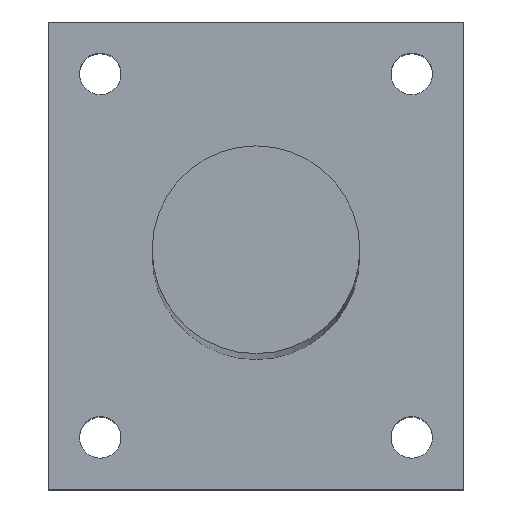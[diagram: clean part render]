
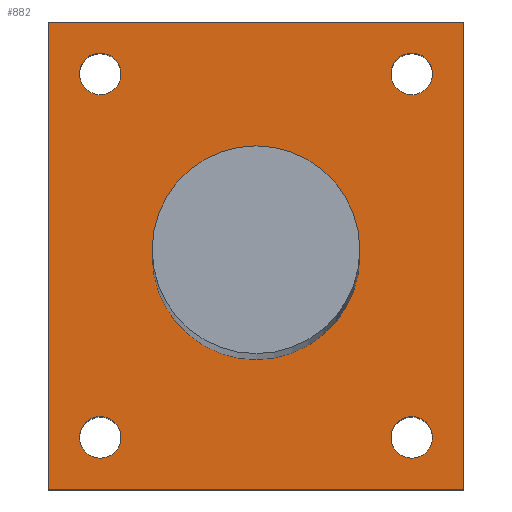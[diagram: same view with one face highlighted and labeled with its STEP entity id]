
A CAD part, top view. The second image highlights one B-rep face of the part: STEP entity #882.
In plain terms, the highlighted planar face has unit normal (0, 0, 1).
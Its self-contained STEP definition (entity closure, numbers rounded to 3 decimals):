
#163 = VERTEX_POINT('',#164);
#164 = CARTESIAN_POINT('',(0.,0.,14.3));
#171 = PLANE('',#172);
#172 = AXIS2_PLACEMENT_3D('',#173,#174,#175);
#173 = CARTESIAN_POINT('',(0.,0.,0.));
#174 = DIRECTION('',(0.,1.,0.));
#175 = DIRECTION('',(1.,0.,0.));
#183 = PLANE('',#184);
#184 = AXIS2_PLACEMENT_3D('',#185,#186,#187);
#185 = CARTESIAN_POINT('',(0.,18.,0.));
#186 = DIRECTION('',(1.,0.,0.));
#187 = DIRECTION('',(0.,-1.,0.));
#195 = EDGE_CURVE('',#163,#196,#198,.T.);
#196 = VERTEX_POINT('',#197);
#197 = CARTESIAN_POINT('',(16.,0.,14.3));
#198 = SURFACE_CURVE('',#199,(#203,#210),.PCURVE_S1.);
#199 = LINE('',#200,#201);
#200 = CARTESIAN_POINT('',(0.,0.,14.3));
#201 = VECTOR('',#202,1.);
#202 = DIRECTION('',(1.,0.,0.));
#203 = PCURVE('',#171,#204);
#204 = DEFINITIONAL_REPRESENTATION('',(#205),#209);
#205 = LINE('',#206,#207);
#206 = CARTESIAN_POINT('',(0.,-14.3));
#207 = VECTOR('',#208,1.);
#208 = DIRECTION('',(1.,0.));
#209 = ( GEOMETRIC_REPRESENTATION_CONTEXT(2) 
PARAMETRIC_REPRESENTATION_CONTEXT() REPRESENTATION_CONTEXT('2D SPACE',''
  ) );
#210 = PCURVE('',#211,#216);
#211 = PLANE('',#212);
#212 = AXIS2_PLACEMENT_3D('',#213,#214,#215);
#213 = CARTESIAN_POINT('',(8.,9.,14.3));
#214 = DIRECTION('',(0.,0.,1.));
#215 = DIRECTION('',(1.,0.,0.));
#216 = DEFINITIONAL_REPRESENTATION('',(#217),#221);
#217 = LINE('',#218,#219);
#218 = CARTESIAN_POINT('',(-8.,-9.));
#219 = VECTOR('',#220,1.);
#220 = DIRECTION('',(1.,0.));
#221 = ( GEOMETRIC_REPRESENTATION_CONTEXT(2) 
PARAMETRIC_REPRESENTATION_CONTEXT() REPRESENTATION_CONTEXT('2D SPACE',''
  ) );
#239 = PLANE('',#240);
#240 = AXIS2_PLACEMENT_3D('',#241,#242,#243);
#241 = CARTESIAN_POINT('',(16.,0.,0.));
#242 = DIRECTION('',(-1.,0.,0.));
#243 = DIRECTION('',(0.,1.,0.));
#281 = EDGE_CURVE('',#196,#282,#284,.T.);
#282 = VERTEX_POINT('',#283);
#283 = CARTESIAN_POINT('',(16.,18.,14.3));
#284 = SURFACE_CURVE('',#285,(#289,#296),.PCURVE_S1.);
#285 = LINE('',#286,#287);
#286 = CARTESIAN_POINT('',(16.,0.,14.3));
#287 = VECTOR('',#288,1.);
#288 = DIRECTION('',(0.,1.,0.));
#289 = PCURVE('',#239,#290);
#290 = DEFINITIONAL_REPRESENTATION('',(#291),#295);
#291 = LINE('',#292,#293);
#292 = CARTESIAN_POINT('',(0.,-14.3));
#293 = VECTOR('',#294,1.);
#294 = DIRECTION('',(1.,0.));
#295 = ( GEOMETRIC_REPRESENTATION_CONTEXT(2) 
PARAMETRIC_REPRESENTATION_CONTEXT() REPRESENTATION_CONTEXT('2D SPACE',''
  ) );
#296 = PCURVE('',#211,#297);
#297 = DEFINITIONAL_REPRESENTATION('',(#298),#302);
#298 = LINE('',#299,#300);
#299 = CARTESIAN_POINT('',(8.,-9.));
#300 = VECTOR('',#301,1.);
#301 = DIRECTION('',(0.,1.));
#302 = ( GEOMETRIC_REPRESENTATION_CONTEXT(2) 
PARAMETRIC_REPRESENTATION_CONTEXT() REPRESENTATION_CONTEXT('2D SPACE',''
  ) );
#320 = PLANE('',#321);
#321 = AXIS2_PLACEMENT_3D('',#322,#323,#324);
#322 = CARTESIAN_POINT('',(16.,18.,0.));
#323 = DIRECTION('',(0.,-1.,0.));
#324 = DIRECTION('',(-1.,0.,0.));
#357 = EDGE_CURVE('',#282,#358,#360,.T.);
#358 = VERTEX_POINT('',#359);
#359 = CARTESIAN_POINT('',(0.,18.,14.3));
#360 = SURFACE_CURVE('',#361,(#365,#372),.PCURVE_S1.);
#361 = LINE('',#362,#363);
#362 = CARTESIAN_POINT('',(16.,18.,14.3));
#363 = VECTOR('',#364,1.);
#364 = DIRECTION('',(-1.,0.,0.));
#365 = PCURVE('',#320,#366);
#366 = DEFINITIONAL_REPRESENTATION('',(#367),#371);
#367 = LINE('',#368,#369);
#368 = CARTESIAN_POINT('',(0.,-14.3));
#369 = VECTOR('',#370,1.);
#370 = DIRECTION('',(1.,0.));
#371 = ( GEOMETRIC_REPRESENTATION_CONTEXT(2) 
PARAMETRIC_REPRESENTATION_CONTEXT() REPRESENTATION_CONTEXT('2D SPACE',''
  ) );
#372 = PCURVE('',#211,#373);
#373 = DEFINITIONAL_REPRESENTATION('',(#374),#378);
#374 = LINE('',#375,#376);
#375 = CARTESIAN_POINT('',(8.,9.));
#376 = VECTOR('',#377,1.);
#377 = DIRECTION('',(-1.,0.));
#378 = ( GEOMETRIC_REPRESENTATION_CONTEXT(2) 
PARAMETRIC_REPRESENTATION_CONTEXT() REPRESENTATION_CONTEXT('2D SPACE',''
  ) );
#428 = EDGE_CURVE('',#358,#163,#429,.T.);
#429 = SURFACE_CURVE('',#430,(#434,#441),.PCURVE_S1.);
#430 = LINE('',#431,#432);
#431 = CARTESIAN_POINT('',(0.,18.,14.3));
#432 = VECTOR('',#433,1.);
#433 = DIRECTION('',(0.,-1.,0.));
#434 = PCURVE('',#183,#435);
#435 = DEFINITIONAL_REPRESENTATION('',(#436),#440);
#436 = LINE('',#437,#438);
#437 = CARTESIAN_POINT('',(0.,-14.3));
#438 = VECTOR('',#439,1.);
#439 = DIRECTION('',(1.,0.));
#440 = ( GEOMETRIC_REPRESENTATION_CONTEXT(2) 
PARAMETRIC_REPRESENTATION_CONTEXT() REPRESENTATION_CONTEXT('2D SPACE',''
  ) );
#441 = PCURVE('',#211,#442);
#442 = DEFINITIONAL_REPRESENTATION('',(#443),#447);
#443 = LINE('',#444,#445);
#444 = CARTESIAN_POINT('',(-8.,9.));
#445 = VECTOR('',#446,1.);
#446 = DIRECTION('',(0.,-1.));
#447 = ( GEOMETRIC_REPRESENTATION_CONTEXT(2) 
PARAMETRIC_REPRESENTATION_CONTEXT() REPRESENTATION_CONTEXT('2D SPACE',''
  ) );
#477 = VERTEX_POINT('',#478);
#478 = CARTESIAN_POINT('',(12.,9.,14.3));
#485 = CYLINDRICAL_SURFACE('',#486,4.);
#486 = AXIS2_PLACEMENT_3D('',#487,#488,#489);
#487 = CARTESIAN_POINT('',(8.,9.,0.));
#488 = DIRECTION('',(-0.,-0.,-1.));
#489 = DIRECTION('',(1.,0.,0.));
#504 = EDGE_CURVE('',#477,#477,#505,.T.);
#505 = SURFACE_CURVE('',#506,(#511,#518),.PCURVE_S1.);
#506 = CIRCLE('',#507,4.);
#507 = AXIS2_PLACEMENT_3D('',#508,#509,#510);
#508 = CARTESIAN_POINT('',(8.,9.,14.3));
#509 = DIRECTION('',(0.,0.,1.));
#510 = DIRECTION('',(1.,0.,0.));
#511 = PCURVE('',#485,#512);
#512 = DEFINITIONAL_REPRESENTATION('',(#513),#517);
#513 = LINE('',#514,#515);
#514 = CARTESIAN_POINT('',(-0.,-14.3));
#515 = VECTOR('',#516,1.);
#516 = DIRECTION('',(-1.,0.));
#517 = ( GEOMETRIC_REPRESENTATION_CONTEXT(2) 
PARAMETRIC_REPRESENTATION_CONTEXT() REPRESENTATION_CONTEXT('2D SPACE',''
  ) );
#518 = PCURVE('',#211,#519);
#519 = DEFINITIONAL_REPRESENTATION('',(#520),#524);
#520 = CIRCLE('',#521,4.);
#521 = AXIS2_PLACEMENT_2D('',#522,#523);
#522 = CARTESIAN_POINT('',(0.,0.));
#523 = DIRECTION('',(1.,0.));
#524 = ( GEOMETRIC_REPRESENTATION_CONTEXT(2) 
PARAMETRIC_REPRESENTATION_CONTEXT() REPRESENTATION_CONTEXT('2D SPACE',''
  ) );
#555 = VERTEX_POINT('',#556);
#556 = CARTESIAN_POINT('',(14.8,16.,14.3));
#563 = CYLINDRICAL_SURFACE('',#564,0.8);
#564 = AXIS2_PLACEMENT_3D('',#565,#566,#567);
#565 = CARTESIAN_POINT('',(14.,16.,0.));
#566 = DIRECTION('',(-0.,-0.,-1.));
#567 = DIRECTION('',(1.,0.,0.));
#582 = EDGE_CURVE('',#555,#555,#583,.T.);
#583 = SURFACE_CURVE('',#584,(#589,#596),.PCURVE_S1.);
#584 = CIRCLE('',#585,0.8);
#585 = AXIS2_PLACEMENT_3D('',#586,#587,#588);
#586 = CARTESIAN_POINT('',(14.,16.,14.3));
#587 = DIRECTION('',(0.,0.,1.));
#588 = DIRECTION('',(1.,0.,0.));
#589 = PCURVE('',#563,#590);
#590 = DEFINITIONAL_REPRESENTATION('',(#591),#595);
#591 = LINE('',#592,#593);
#592 = CARTESIAN_POINT('',(-0.,-14.3));
#593 = VECTOR('',#594,1.);
#594 = DIRECTION('',(-1.,0.));
#595 = ( GEOMETRIC_REPRESENTATION_CONTEXT(2) 
PARAMETRIC_REPRESENTATION_CONTEXT() REPRESENTATION_CONTEXT('2D SPACE',''
  ) );
#596 = PCURVE('',#211,#597);
#597 = DEFINITIONAL_REPRESENTATION('',(#598),#602);
#598 = CIRCLE('',#599,0.8);
#599 = AXIS2_PLACEMENT_2D('',#600,#601);
#600 = CARTESIAN_POINT('',(6.,7.));
#601 = DIRECTION('',(1.,0.));
#602 = ( GEOMETRIC_REPRESENTATION_CONTEXT(2) 
PARAMETRIC_REPRESENTATION_CONTEXT() REPRESENTATION_CONTEXT('2D SPACE',''
  ) );
#633 = VERTEX_POINT('',#634);
#634 = CARTESIAN_POINT('',(14.8,2.,14.3));
#641 = CYLINDRICAL_SURFACE('',#642,0.8);
#642 = AXIS2_PLACEMENT_3D('',#643,#644,#645);
#643 = CARTESIAN_POINT('',(14.,2.,0.));
#644 = DIRECTION('',(-0.,-0.,-1.));
#645 = DIRECTION('',(1.,0.,0.));
#660 = EDGE_CURVE('',#633,#633,#661,.T.);
#661 = SURFACE_CURVE('',#662,(#667,#674),.PCURVE_S1.);
#662 = CIRCLE('',#663,0.8);
#663 = AXIS2_PLACEMENT_3D('',#664,#665,#666);
#664 = CARTESIAN_POINT('',(14.,2.,14.3));
#665 = DIRECTION('',(0.,0.,1.));
#666 = DIRECTION('',(1.,0.,0.));
#667 = PCURVE('',#641,#668);
#668 = DEFINITIONAL_REPRESENTATION('',(#669),#673);
#669 = LINE('',#670,#671);
#670 = CARTESIAN_POINT('',(-0.,-14.3));
#671 = VECTOR('',#672,1.);
#672 = DIRECTION('',(-1.,0.));
#673 = ( GEOMETRIC_REPRESENTATION_CONTEXT(2) 
PARAMETRIC_REPRESENTATION_CONTEXT() REPRESENTATION_CONTEXT('2D SPACE',''
  ) );
#674 = PCURVE('',#211,#675);
#675 = DEFINITIONAL_REPRESENTATION('',(#676),#680);
#676 = CIRCLE('',#677,0.8);
#677 = AXIS2_PLACEMENT_2D('',#678,#679);
#678 = CARTESIAN_POINT('',(6.,-7.));
#679 = DIRECTION('',(1.,0.));
#680 = ( GEOMETRIC_REPRESENTATION_CONTEXT(2) 
PARAMETRIC_REPRESENTATION_CONTEXT() REPRESENTATION_CONTEXT('2D SPACE',''
  ) );
#711 = VERTEX_POINT('',#712);
#712 = CARTESIAN_POINT('',(2.8,16.,14.3));
#719 = CYLINDRICAL_SURFACE('',#720,0.8);
#720 = AXIS2_PLACEMENT_3D('',#721,#722,#723);
#721 = CARTESIAN_POINT('',(2.,16.,0.));
#722 = DIRECTION('',(-0.,-0.,-1.));
#723 = DIRECTION('',(1.,0.,0.));
#738 = EDGE_CURVE('',#711,#711,#739,.T.);
#739 = SURFACE_CURVE('',#740,(#745,#752),.PCURVE_S1.);
#740 = CIRCLE('',#741,0.8);
#741 = AXIS2_PLACEMENT_3D('',#742,#743,#744);
#742 = CARTESIAN_POINT('',(2.,16.,14.3));
#743 = DIRECTION('',(0.,0.,1.));
#744 = DIRECTION('',(1.,0.,0.));
#745 = PCURVE('',#719,#746);
#746 = DEFINITIONAL_REPRESENTATION('',(#747),#751);
#747 = LINE('',#748,#749);
#748 = CARTESIAN_POINT('',(-0.,-14.3));
#749 = VECTOR('',#750,1.);
#750 = DIRECTION('',(-1.,0.));
#751 = ( GEOMETRIC_REPRESENTATION_CONTEXT(2) 
PARAMETRIC_REPRESENTATION_CONTEXT() REPRESENTATION_CONTEXT('2D SPACE',''
  ) );
#752 = PCURVE('',#211,#753);
#753 = DEFINITIONAL_REPRESENTATION('',(#754),#758);
#754 = CIRCLE('',#755,0.8);
#755 = AXIS2_PLACEMENT_2D('',#756,#757);
#756 = CARTESIAN_POINT('',(-6.,7.));
#757 = DIRECTION('',(1.,0.));
#758 = ( GEOMETRIC_REPRESENTATION_CONTEXT(2) 
PARAMETRIC_REPRESENTATION_CONTEXT() REPRESENTATION_CONTEXT('2D SPACE',''
  ) );
#789 = VERTEX_POINT('',#790);
#790 = CARTESIAN_POINT('',(2.8,2.,14.3));
#797 = CYLINDRICAL_SURFACE('',#798,0.8);
#798 = AXIS2_PLACEMENT_3D('',#799,#800,#801);
#799 = CARTESIAN_POINT('',(2.,2.,0.));
#800 = DIRECTION('',(-0.,-0.,-1.));
#801 = DIRECTION('',(1.,0.,0.));
#816 = EDGE_CURVE('',#789,#789,#817,.T.);
#817 = SURFACE_CURVE('',#818,(#823,#830),.PCURVE_S1.);
#818 = CIRCLE('',#819,0.8);
#819 = AXIS2_PLACEMENT_3D('',#820,#821,#822);
#820 = CARTESIAN_POINT('',(2.,2.,14.3));
#821 = DIRECTION('',(0.,0.,1.));
#822 = DIRECTION('',(1.,0.,0.));
#823 = PCURVE('',#797,#824);
#824 = DEFINITIONAL_REPRESENTATION('',(#825),#829);
#825 = LINE('',#826,#827);
#826 = CARTESIAN_POINT('',(-0.,-14.3));
#827 = VECTOR('',#828,1.);
#828 = DIRECTION('',(-1.,0.));
#829 = ( GEOMETRIC_REPRESENTATION_CONTEXT(2) 
PARAMETRIC_REPRESENTATION_CONTEXT() REPRESENTATION_CONTEXT('2D SPACE',''
  ) );
#830 = PCURVE('',#211,#831);
#831 = DEFINITIONAL_REPRESENTATION('',(#832),#836);
#832 = CIRCLE('',#833,0.8);
#833 = AXIS2_PLACEMENT_2D('',#834,#835);
#834 = CARTESIAN_POINT('',(-6.,-7.));
#835 = DIRECTION('',(1.,0.));
#836 = ( GEOMETRIC_REPRESENTATION_CONTEXT(2) 
PARAMETRIC_REPRESENTATION_CONTEXT() REPRESENTATION_CONTEXT('2D SPACE',''
  ) );
#882 = ADVANCED_FACE('',(#883,#889,#892,#895,#898,#901),#211,.T.);
#883 = FACE_BOUND('',#884,.T.);
#884 = EDGE_LOOP('',(#885,#886,#887,#888));
#885 = ORIENTED_EDGE('',*,*,#195,.T.);
#886 = ORIENTED_EDGE('',*,*,#281,.T.);
#887 = ORIENTED_EDGE('',*,*,#357,.T.);
#888 = ORIENTED_EDGE('',*,*,#428,.T.);
#889 = FACE_BOUND('',#890,.F.);
#890 = EDGE_LOOP('',(#891));
#891 = ORIENTED_EDGE('',*,*,#504,.T.);
#892 = FACE_BOUND('',#893,.F.);
#893 = EDGE_LOOP('',(#894));
#894 = ORIENTED_EDGE('',*,*,#582,.T.);
#895 = FACE_BOUND('',#896,.F.);
#896 = EDGE_LOOP('',(#897));
#897 = ORIENTED_EDGE('',*,*,#660,.T.);
#898 = FACE_BOUND('',#899,.F.);
#899 = EDGE_LOOP('',(#900));
#900 = ORIENTED_EDGE('',*,*,#738,.T.);
#901 = FACE_BOUND('',#902,.F.);
#902 = EDGE_LOOP('',(#903));
#903 = ORIENTED_EDGE('',*,*,#816,.T.);
